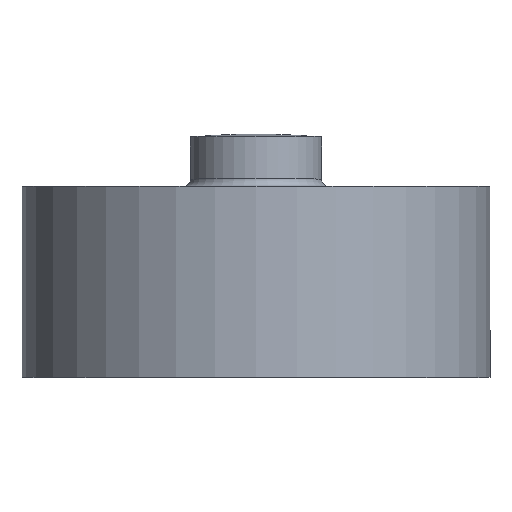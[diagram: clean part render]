
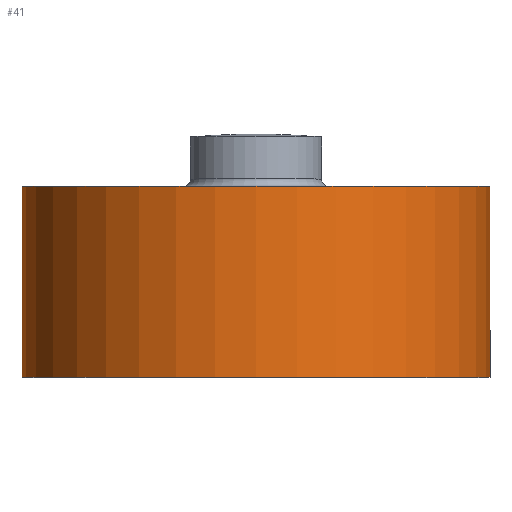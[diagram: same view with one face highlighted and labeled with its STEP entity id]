
A CAD part, top view. The second image highlights one B-rep face of the part: STEP entity #41.
In plain terms, the highlighted cylindrical face has radius 62.5 mm (diameter 125 mm), a partial arc.
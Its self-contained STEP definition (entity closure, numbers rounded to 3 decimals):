
#21 = EDGE_LOOP ( 'NONE', ( #985, #368, #803, #143 ) ) ;
#41 = ADVANCED_FACE ( 'NONE', ( #306 ), #337, .T. ) ;
#85 = LINE ( 'NONE', #201, #925 ) ;
#89 = VERTEX_POINT ( 'NONE', #918 ) ;
#93 = AXIS2_PLACEMENT_3D ( 'NONE', #131, #610, #526 ) ;
#120 = DIRECTION ( 'NONE',  ( 0., 1., 0. ) ) ;
#131 = CARTESIAN_POINT ( 'NONE',  ( 0., 65., 0. ) ) ;
#143 = ORIENTED_EDGE ( 'NONE', *, *, #1118, .F. ) ;
#197 = CARTESIAN_POINT ( 'NONE',  ( 62.5, 65., 0. ) ) ;
#201 = CARTESIAN_POINT ( 'NONE',  ( -62.5, 65., 0. ) ) ;
#205 = CARTESIAN_POINT ( 'NONE',  ( 0., 0., 0. ) ) ;
#232 = CARTESIAN_POINT ( 'NONE',  ( 62.5, 51., 0. ) ) ;
#283 = CARTESIAN_POINT ( 'NONE',  ( 62.5, 0., 0. ) ) ;
#289 = VECTOR ( 'NONE', #120, 1000. ) ;
#306 = FACE_OUTER_BOUND ( 'NONE', #21, .T. ) ;
#337 = CYLINDRICAL_SURFACE ( 'NONE', #93, 62.5 ) ;
#350 = CARTESIAN_POINT ( 'NONE',  ( -62.5, 51., 0. ) ) ;
#368 = ORIENTED_EDGE ( 'NONE', *, *, #1104, .T. ) ;
#437 = DIRECTION ( 'NONE',  ( 0., 1., 0. ) ) ;
#526 = DIRECTION ( 'NONE',  ( -1., 0., 0. ) ) ;
#606 = CARTESIAN_POINT ( 'NONE',  ( 0., 51., 0. ) ) ;
#610 = DIRECTION ( 'NONE',  ( 0., 1., 0. ) ) ;
#666 = EDGE_CURVE ( 'NONE', #89, #929, #995, .T. ) ;
#686 = DIRECTION ( 'NONE',  ( -1., 0., 0. ) ) ;
#688 = DIRECTION ( 'NONE',  ( -1., 0., 0. ) ) ;
#735 = AXIS2_PLACEMENT_3D ( 'NONE', #205, #1043, #688 ) ;
#803 = ORIENTED_EDGE ( 'NONE', *, *, #1083, .F. ) ;
#810 = AXIS2_PLACEMENT_3D ( 'NONE', #606, #437, #686 ) ;
#831 = VERTEX_POINT ( 'NONE', #350 ) ;
#918 = CARTESIAN_POINT ( 'NONE',  ( -62.5, 0., 0. ) ) ;
#925 = VECTOR ( 'NONE', #964, 1000. ) ;
#929 = VERTEX_POINT ( 'NONE', #283 ) ;
#964 = DIRECTION ( 'NONE',  ( 0., 1., 0. ) ) ;
#985 = ORIENTED_EDGE ( 'NONE', *, *, #666, .T. ) ;
#993 = CIRCLE ( 'NONE', #810, 62.5 ) ;
#995 = CIRCLE ( 'NONE', #735, 62.5 ) ;
#1043 = DIRECTION ( 'NONE',  ( 0., 1., 0. ) ) ;
#1060 = VERTEX_POINT ( 'NONE', #232 ) ;
#1072 = LINE ( 'NONE', #197, #289 ) ;
#1083 = EDGE_CURVE ( 'NONE', #831, #1060, #993, .T. ) ;
#1104 = EDGE_CURVE ( 'NONE', #929, #1060, #1072, .T. ) ;
#1118 = EDGE_CURVE ( 'NONE', #89, #831, #85, .T. ) ;
